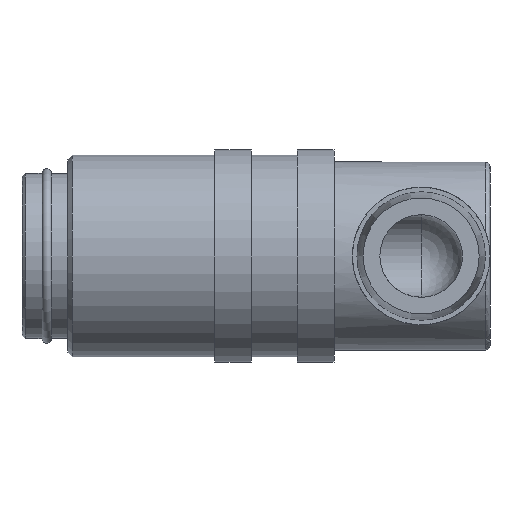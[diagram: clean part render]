
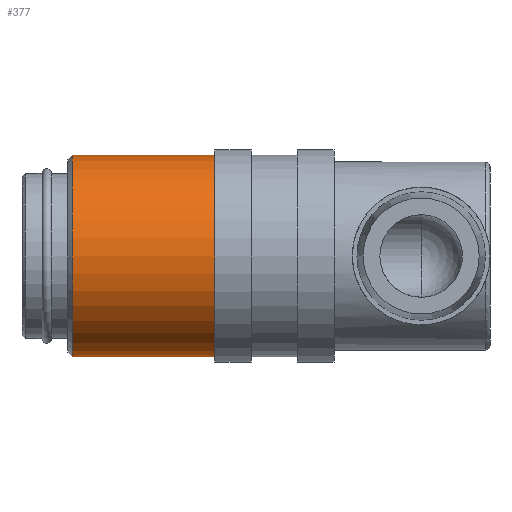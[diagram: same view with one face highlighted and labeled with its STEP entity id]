
A CAD part, front view. The second image highlights one B-rep face of the part: STEP entity #377.
In plain terms, the highlighted cylindrical face has radius 11 mm (diameter 22 mm), a full revolution.
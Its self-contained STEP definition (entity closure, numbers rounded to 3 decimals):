
#57=CIRCLE('',#438,11.);
#58=CIRCLE('',#440,11.);
#103=ORIENTED_EDGE('',*,*,#169,.F.);
#104=ORIENTED_EDGE('',*,*,#168,.T.);
#168=EDGE_CURVE('',#202,#202,#57,.T.);
#169=EDGE_CURVE('',#203,#203,#58,.T.);
#202=VERTEX_POINT('',#689);
#203=VERTEX_POINT('',#692);
#243=EDGE_LOOP('',(#103));
#244=EDGE_LOOP('',(#104));
#308=FACE_BOUND('',#243,.T.);
#309=FACE_BOUND('',#244,.T.);
#357=CYLINDRICAL_SURFACE('',#439,11.);
#377=ADVANCED_FACE('',(#308,#309),#357,.T.);
#438=AXIS2_PLACEMENT_3D('',#688,#533,#534);
#439=AXIS2_PLACEMENT_3D('',#690,#535,#536);
#440=AXIS2_PLACEMENT_3D('',#691,#537,#538);
#533=DIRECTION('',(1.,0.,0.));
#534=DIRECTION('',(0.,0.,-1.));
#535=DIRECTION('',(1.,0.,0.));
#536=DIRECTION('',(0.,0.,-1.));
#537=DIRECTION('',(1.,0.,0.));
#538=DIRECTION('',(0.,0.,-1.));
#688=CARTESIAN_POINT('',(-38.,0.,0.));
#689=CARTESIAN_POINT('',(-38.,0.,-11.));
#690=CARTESIAN_POINT('',(7.5,0.,0.));
#691=CARTESIAN_POINT('',(-22.5,0.,0.));
#692=CARTESIAN_POINT('',(-22.5,0.,-11.));
